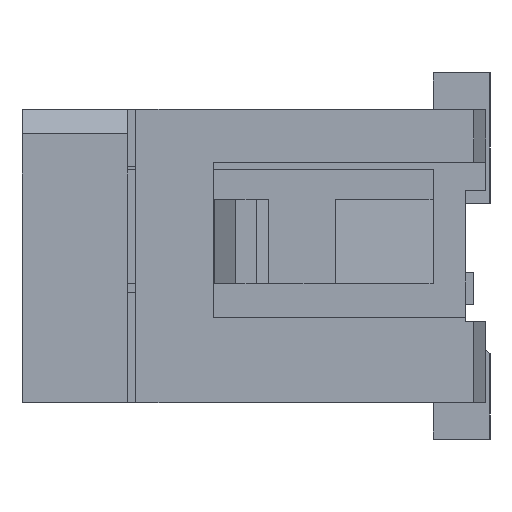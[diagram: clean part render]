
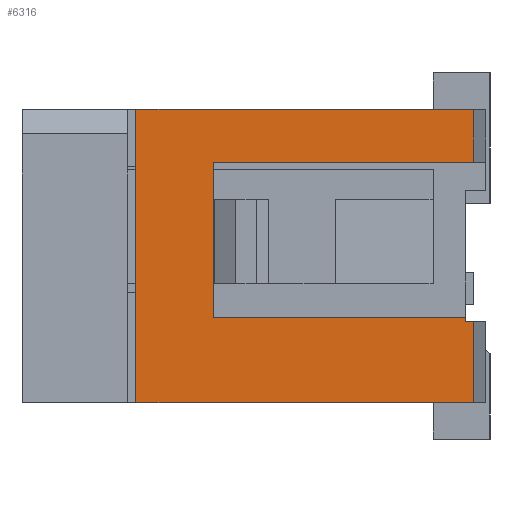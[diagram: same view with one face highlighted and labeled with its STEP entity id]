
A CAD part, left-side view. The second image highlights one B-rep face of the part: STEP entity #6316.
In plain terms, the highlighted planar face has unit normal (-1, 0, 0).
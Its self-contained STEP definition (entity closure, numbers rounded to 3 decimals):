
#1=DIRECTION('',(0.,0.,-1.));
#2=VECTOR('',#1,3.6);
#3=CARTESIAN_POINT('',(-6.425,4.3,1.8));
#4=LINE('',#3,#2);
#5=DIRECTION('',(0.,-1.,0.));
#6=VECTOR('',#5,4.15);
#7=CARTESIAN_POINT('',(-6.425,4.3,1.8));
#8=LINE('',#7,#6);
#9=DIRECTION('',(0.,0.,-1.));
#10=VECTOR('',#9,0.65);
#11=CARTESIAN_POINT('',(-6.425,0.15,1.8));
#12=LINE('',#11,#10);
#13=DIRECTION('',(0.,1.,0.));
#14=VECTOR('',#13,3.2);
#15=CARTESIAN_POINT('',(-6.425,0.15,1.15));
#16=LINE('',#15,#14);
#17=DIRECTION('',(0.,0.,-1.));
#18=VECTOR('',#17,1.9);
#19=CARTESIAN_POINT('',(-6.425,3.35,1.15));
#20=LINE('',#19,#18);
#21=DIRECTION('',(0.,1.,0.));
#22=VECTOR('',#21,3.1);
#23=CARTESIAN_POINT('',(-6.425,0.25,-0.75));
#24=LINE('',#23,#22);
#25=DIRECTION('',(0.,0.,-1.));
#26=VECTOR('',#25,0.05);
#27=CARTESIAN_POINT('',(-6.425,0.25,-0.75));
#28=LINE('',#27,#26);
#29=DIRECTION('',(0.,-1.,0.));
#30=VECTOR('',#29,0.1);
#31=CARTESIAN_POINT('',(-6.425,0.25,-0.8));
#32=LINE('',#31,#30);
#33=DIRECTION('',(0.,0.,-1.));
#34=VECTOR('',#33,1.);
#35=CARTESIAN_POINT('',(-6.425,0.15,-0.8));
#36=LINE('',#35,#34);
#37=DIRECTION('',(0.,1.,0.));
#38=VECTOR('',#37,4.15);
#39=CARTESIAN_POINT('',(-6.425,0.15,-1.8));
#40=LINE('',#39,#38);
#4757=CARTESIAN_POINT('',(-6.425,4.3,1.8));
#4758=CARTESIAN_POINT('',(-6.425,4.3,-1.8));
#4759=VERTEX_POINT('',#4757);
#4760=VERTEX_POINT('',#4758);
#4769=CARTESIAN_POINT('',(-6.425,0.15,1.8));
#4770=VERTEX_POINT('',#4769);
#4777=CARTESIAN_POINT('',(-6.425,0.15,-1.8));
#4778=VERTEX_POINT('',#4777);
#4833=CARTESIAN_POINT('',(-6.425,0.15,1.15));
#4834=VERTEX_POINT('',#4833);
#4835=CARTESIAN_POINT('',(-6.425,0.15,-0.8));
#4836=VERTEX_POINT('',#4835);
#4857=CARTESIAN_POINT('',(-6.425,0.25,-0.8));
#4858=VERTEX_POINT('',#4857);
#4981=CARTESIAN_POINT('',(-6.425,3.35,1.15));
#4982=CARTESIAN_POINT('',(-6.425,3.35,-0.75));
#4983=VERTEX_POINT('',#4981);
#4984=VERTEX_POINT('',#4982);
#4985=CARTESIAN_POINT('',(-6.425,0.25,-0.75));
#4986=VERTEX_POINT('',#4985);
#6289=CARTESIAN_POINT('',(-6.425,0.,0.));
#6290=DIRECTION('',(1.,0.,0.));
#6291=DIRECTION('',(0.,-1.,0.));
#6292=AXIS2_PLACEMENT_3D('',#6289,#6290,#6291);
#6293=PLANE('',#6292);
#6295=ORIENTED_EDGE('',*,*,#6294,.F.);
#6297=ORIENTED_EDGE('',*,*,#6296,.T.);
#6299=ORIENTED_EDGE('',*,*,#6298,.T.);
#6301=ORIENTED_EDGE('',*,*,#6300,.T.);
#6303=ORIENTED_EDGE('',*,*,#6302,.T.);
#6305=ORIENTED_EDGE('',*,*,#6304,.F.);
#6307=ORIENTED_EDGE('',*,*,#6306,.T.);
#6309=ORIENTED_EDGE('',*,*,#6308,.T.);
#6311=ORIENTED_EDGE('',*,*,#6310,.T.);
#6313=ORIENTED_EDGE('',*,*,#6312,.T.);
#6314=EDGE_LOOP('',(#6295,#6297,#6299,#6301,#6303,#6305,#6307,#6309,#6311,
#6313));
#6315=FACE_OUTER_BOUND('',#6314,.F.);
#6316=ADVANCED_FACE('',(#6315),#6293,.F.);
#6294=EDGE_CURVE('',#4759,#4760,#4,.T.);
#6296=EDGE_CURVE('',#4759,#4770,#8,.T.);
#6298=EDGE_CURVE('',#4770,#4834,#12,.T.);
#6300=EDGE_CURVE('',#4834,#4983,#16,.T.);
#6302=EDGE_CURVE('',#4983,#4984,#20,.T.);
#6304=EDGE_CURVE('',#4986,#4984,#24,.T.);
#6306=EDGE_CURVE('',#4986,#4858,#28,.T.);
#6308=EDGE_CURVE('',#4858,#4836,#32,.T.);
#6310=EDGE_CURVE('',#4836,#4778,#36,.T.);
#6312=EDGE_CURVE('',#4778,#4760,#40,.T.);
